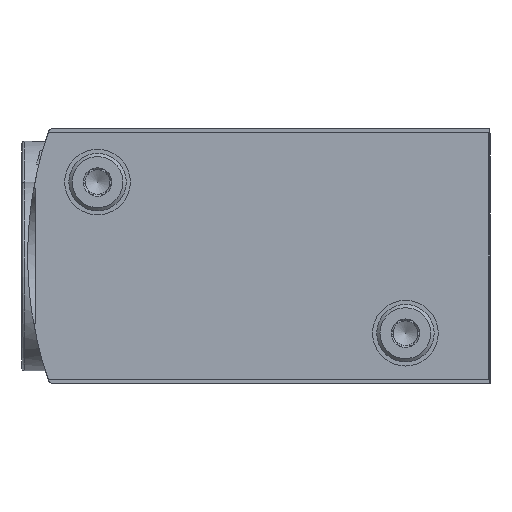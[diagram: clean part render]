
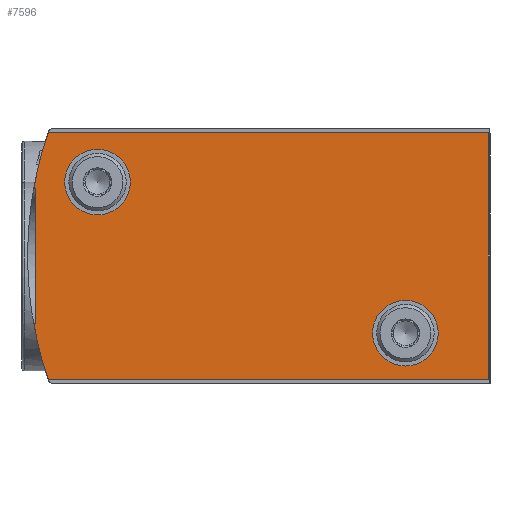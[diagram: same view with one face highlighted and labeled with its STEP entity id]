
A CAD part, left-side view. The second image highlights one B-rep face of the part: STEP entity #7596.
In plain terms, the highlighted planar face has unit normal (-1, 0, 0).
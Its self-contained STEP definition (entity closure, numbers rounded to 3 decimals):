
#846=LINE('',#12710,#1511);
#847=LINE('',#12712,#1512);
#848=LINE('',#12714,#1513);
#849=LINE('',#12717,#1514);
#850=LINE('',#12719,#1515);
#851=LINE('',#12721,#1516);
#1511=VECTOR('',#10299,1000.);
#1512=VECTOR('',#10300,1000.);
#1513=VECTOR('',#10301,1000.);
#1514=VECTOR('',#10304,1000.);
#1515=VECTOR('',#10305,1000.);
#1516=VECTOR('',#10306,1000.);
#3222=ORIENTED_EDGE('',*,*,#4526,.T.);
#3223=ORIENTED_EDGE('',*,*,#4527,.T.);
#3224=ORIENTED_EDGE('',*,*,#4528,.F.);
#3225=ORIENTED_EDGE('',*,*,#4529,.F.);
#3226=ORIENTED_EDGE('',*,*,#4530,.F.);
#3227=ORIENTED_EDGE('',*,*,#4523,.F.);
#3228=ORIENTED_EDGE('',*,*,#4531,.F.);
#3229=ORIENTED_EDGE('',*,*,#4532,.F.);
#3230=ORIENTED_EDGE('',*,*,#4533,.F.);
#3231=ORIENTED_EDGE('',*,*,#4534,.F.);
#3232=ORIENTED_EDGE('',*,*,#4535,.F.);
#3233=ORIENTED_EDGE('',*,*,#4519,.F.);
#4519=EDGE_CURVE('',#5329,#5331,#5733,.T.);
#4523=EDGE_CURVE('',#5334,#5335,#5735,.T.);
#4526=EDGE_CURVE('',#5337,#5337,#5736,.T.);
#4527=EDGE_CURVE('',#5338,#5338,#5737,.T.);
#4528=EDGE_CURVE('',#5339,#5329,#846,.T.);
#4529=EDGE_CURVE('',#5340,#5339,#847,.T.);
#4530=EDGE_CURVE('',#5335,#5340,#848,.T.);
#4531=EDGE_CURVE('',#5341,#5334,#5738,.T.);
#4532=EDGE_CURVE('',#5342,#5341,#849,.T.);
#4533=EDGE_CURVE('',#5343,#5342,#850,.T.);
#4534=EDGE_CURVE('',#5344,#5343,#851,.T.);
#4535=EDGE_CURVE('',#5331,#5344,#5739,.T.);
#5329=VERTEX_POINT('',#12681);
#5331=VERTEX_POINT('',#12684);
#5334=VERTEX_POINT('',#12690);
#5335=VERTEX_POINT('',#12692);
#5337=VERTEX_POINT('',#12707);
#5338=VERTEX_POINT('',#12709);
#5339=VERTEX_POINT('',#12711);
#5340=VERTEX_POINT('',#12713);
#5341=VERTEX_POINT('',#12716);
#5342=VERTEX_POINT('',#12718);
#5343=VERTEX_POINT('',#12720);
#5344=VERTEX_POINT('',#12722);
#5733=CIRCLE('',#8341,46.5);
#5735=CIRCLE('',#8343,46.5);
#5736=CIRCLE('',#8345,4.);
#5737=CIRCLE('',#8346,4.);
#5738=CIRCLE('',#8347,0.2);
#5739=CIRCLE('',#8348,0.2);
#6273=EDGE_LOOP('',(#3222));
#6274=EDGE_LOOP('',(#3223));
#6275=EDGE_LOOP('',(#3224,#3225,#3226,#3227,#3228,#3229,#3230,#3231,#3232,
#3233));
#6855=FACE_BOUND('',#6273,.T.);
#6856=FACE_BOUND('',#6274,.T.);
#6857=FACE_BOUND('',#6275,.T.);
#7225=PLANE('',#8344);
#7596=ADVANCED_FACE('',(#6855,#6856,#6857),#7225,.F.);
#8341=AXIS2_PLACEMENT_3D('',#12683,#10284,#10285);
#8343=AXIS2_PLACEMENT_3D('',#12691,#10290,#10291);
#8344=AXIS2_PLACEMENT_3D('',#12705,#10293,#10294);
#8345=AXIS2_PLACEMENT_3D('',#12706,#10295,#10296);
#8346=AXIS2_PLACEMENT_3D('',#12708,#10297,#10298);
#8347=AXIS2_PLACEMENT_3D('',#12715,#10302,#10303);
#8348=AXIS2_PLACEMENT_3D('',#12723,#10307,#10308);
#10284=DIRECTION('',(1.,0.,0.));
#10285=DIRECTION('',(0.,0.,-1.));
#10290=DIRECTION('',(1.,0.,0.));
#10291=DIRECTION('',(0.,0.,-1.));
#10293=DIRECTION('',(1.,0.,0.));
#10294=DIRECTION('',(0.,0.,-1.));
#10295=DIRECTION('',(1.,0.,0.));
#10296=DIRECTION('',(0.,0.,-1.));
#10297=DIRECTION('',(1.,0.,0.));
#10298=DIRECTION('',(0.,0.,-1.));
#10299=DIRECTION('',(0.,1.,0.));
#10300=DIRECTION('',(0.,0.,1.));
#10301=DIRECTION('',(0.,-1.,0.));
#10302=DIRECTION('',(1.,0.,0.));
#10303=DIRECTION('',(0.,0.,-1.));
#10304=DIRECTION('',(0.,1.,0.));
#10305=DIRECTION('',(0.,0.,-1.));
#10306=DIRECTION('',(0.,-1.,0.));
#10307=DIRECTION('',(1.,0.,0.));
#10308=DIRECTION('',(0.,0.,-1.));
#12681=CARTESIAN_POINT('',(0.,55.562,8.25));
#12683=CARTESIAN_POINT('',(0.,9.8,0.));
#12684=CARTESIAN_POINT('',(0.,53.86,14.864));
#12690=CARTESIAN_POINT('',(0.,53.86,-14.864));
#12691=CARTESIAN_POINT('',(0.,9.8,0.));
#12692=CARTESIAN_POINT('',(0.,55.562,-8.25));
#12705=CARTESIAN_POINT('',(0.,53.671,14.8));
#12706=CARTESIAN_POINT('',(0.,10.3,-9.4));
#12707=CARTESIAN_POINT('',(0.,10.3,-13.4));
#12708=CARTESIAN_POINT('',(0.,47.8,9.));
#12709=CARTESIAN_POINT('',(0.,47.8,5.));
#12710=CARTESIAN_POINT('',(0.,53.671,8.25));
#12711=CARTESIAN_POINT('',(0.,55.3,8.25));
#12712=CARTESIAN_POINT('',(0.,55.3,14.8));
#12713=CARTESIAN_POINT('',(0.,55.3,-8.25));
#12714=CARTESIAN_POINT('',(0.,53.671,-8.25));
#12715=CARTESIAN_POINT('',(0.,53.671,-14.8));
#12716=CARTESIAN_POINT('',(0.,53.671,-15.));
#12717=CARTESIAN_POINT('',(0.,0.2,-15.));
#12718=CARTESIAN_POINT('',(0.,0.2,-15.));
#12719=CARTESIAN_POINT('',(0.,0.2,15.));
#12720=CARTESIAN_POINT('',(0.,0.2,15.));
#12721=CARTESIAN_POINT('',(0.,53.671,15.));
#12722=CARTESIAN_POINT('',(0.,53.671,15.));
#12723=CARTESIAN_POINT('',(0.,53.671,14.8));
